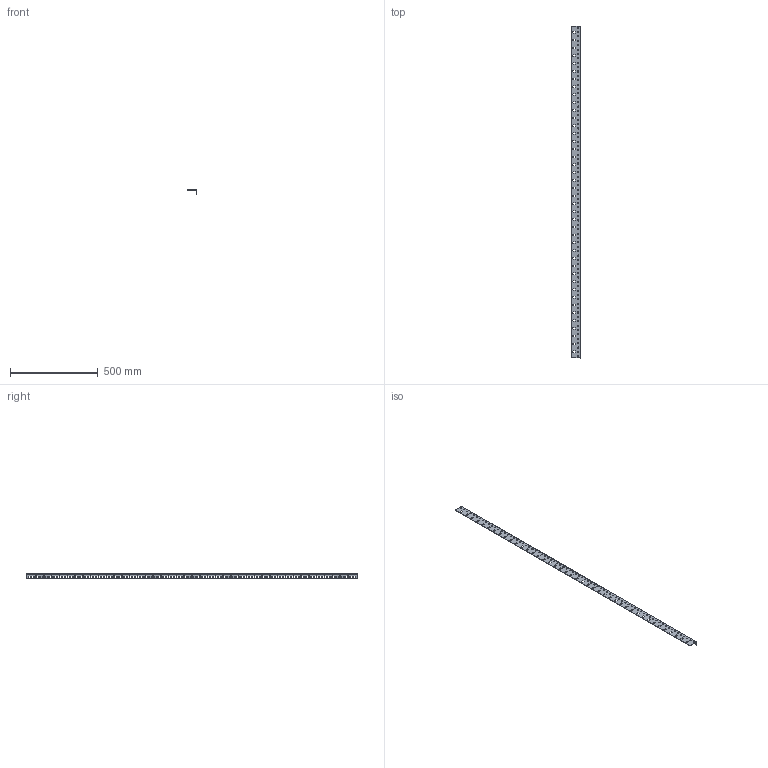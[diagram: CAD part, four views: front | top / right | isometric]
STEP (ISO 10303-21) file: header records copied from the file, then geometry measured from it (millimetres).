
FILE_DESCRIPTION (( 'STEP AP203' ), '1' );
FILE_NAME ('MA1.300.060620.50.01 Ìîíòàæíûé ïðîôèëü 19-äþéìîâ, 42U, Â2000.STEP', '2025-05-12T06:30:43', ( '' ), ( '' ), 'SwSTEP 2.0', 'SolidWorks 2021', '' );
FILE_SCHEMA (( 'CONFIG_CONTROL_DESIGN' ));
Length unit declared in the file: millimetre
Products named in the file (1): MA1.300.060620.50.01 Ìîíòàæíûé ïðîôèëü 19-äþéìîâ, 42U, Â2000
Bounding box: 55 x 1894 x 24.5 mm (x, y, z)
Volume: 253368.2 mm3; surface area: 278865.7 mm2
Topology: 1 solids, 1 shells, 849 faces, 2651 edges, 1804 vertices
Faces by surface type: plane 688, cylinder 161
Full cylindrical faces by diameter (mm): 2.5 x41, 4.2 x42, 6.5 x76
Entity records: 28815 total; most frequent: CARTESIAN_POINT 4910, ORIENTED_EDGE 4748, DIRECTION 4396, EDGE_CURVE 2374, LINE 2052, VECTOR 2052, VERTEX_POINT 1686, EDGE_LOOP 1662
